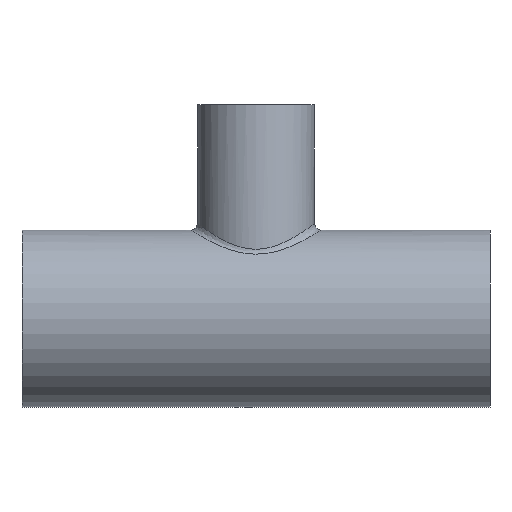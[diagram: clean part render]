
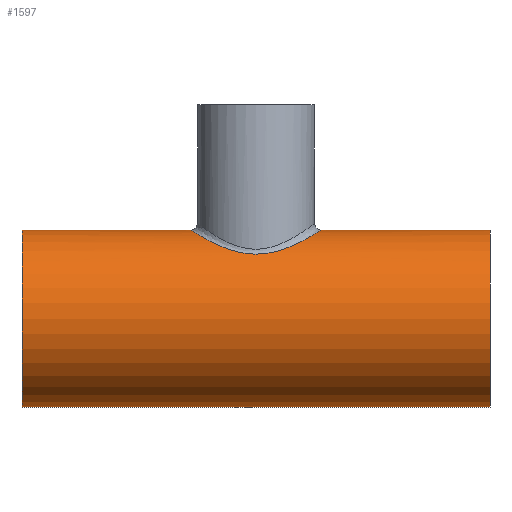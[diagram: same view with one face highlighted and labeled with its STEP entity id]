
A CAD part, front view. The second image highlights one B-rep face of the part: STEP entity #1597.
In plain terms, the highlighted cylindrical face has radius 26.5 mm (diameter 53 mm), a full revolution.
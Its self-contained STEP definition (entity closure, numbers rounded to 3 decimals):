
#1434=CARTESIAN_POINT('',(0.,-18.132,19.326));
#1435=VERTEX_POINT('',#1434);
#1505=CARTESIAN_POINT('',(0.,-18.132,19.326));
#1506=CARTESIAN_POINT('',(0.,-18.132,19.326));
#1507=CARTESIAN_POINT('',(0.,-18.132,19.326));
#1508=CARTESIAN_POINT('',(0.,-18.132,19.326));
#1509=CARTESIAN_POINT('',(0.755,-18.132,19.326));
#1510=CARTESIAN_POINT('',(2.263,-18.05,19.403));
#1511=CARTESIAN_POINT('',(5.214,-17.566,19.848));
#1512=CARTESIAN_POINT('',(7.964,-16.645,20.645));
#1513=CARTESIAN_POINT('',(10.466,-15.341,21.621));
#1514=CARTESIAN_POINT('',(12.757,-13.822,22.645));
#1515=CARTESIAN_POINT('',(14.608,-12.117,23.609));
#1516=CARTESIAN_POINT('',(16.034,-10.347,24.406));
#1517=CARTESIAN_POINT('',(17.064,-8.855,25.));
#1518=CARTESIAN_POINT('',(18.153,-6.811,25.656));
#1519=CARTESIAN_POINT('',(19.055,-4.171,26.218));
#1520=CARTESIAN_POINT('',(19.52,-1.401,26.513));
#1521=CARTESIAN_POINT('',(19.518,1.422,26.512));
#1522=CARTESIAN_POINT('',(19.051,4.191,26.215));
#1523=CARTESIAN_POINT('',(18.294,6.393,25.744));
#1524=CARTESIAN_POINT('',(17.49,8.056,25.256));
#1525=CARTESIAN_POINT('',(16.571,9.63,24.712));
#1526=CARTESIAN_POINT('',(15.204,11.457,23.932));
#1527=CARTESIAN_POINT('',(13.577,13.067,23.072));
#1528=CARTESIAN_POINT('',(12.148,14.203,22.379));
#1529=CARTESIAN_POINT('',(10.641,15.238,21.696));
#1530=CARTESIAN_POINT('',(8.583,16.354,20.87));
#1531=CARTESIAN_POINT('',(5.897,17.354,20.037));
#1532=CARTESIAN_POINT('',(3.003,17.988,19.462));
#1533=CARTESIAN_POINT('',(-0.016,18.204,19.257));
#1534=CARTESIAN_POINT('',(-3.033,17.984,19.466));
#1535=CARTESIAN_POINT('',(-5.931,17.344,20.046));
#1536=CARTESIAN_POINT('',(-8.615,16.339,20.882));
#1537=CARTESIAN_POINT('',(-10.674,15.219,21.709));
#1538=CARTESIAN_POINT('',(-12.19,14.172,22.399));
#1539=CARTESIAN_POINT('',(-13.254,13.321,22.916));
#1540=CARTESIAN_POINT('',(-14.922,11.779,23.774));
#1541=CARTESIAN_POINT('',(-16.455,9.88,24.641));
#1542=CARTESIAN_POINT('',(-17.726,7.628,25.398));
#1543=CARTESIAN_POINT('',(-18.462,5.933,25.848));
#1544=CARTESIAN_POINT('',(-18.967,4.313,26.163));
#1545=CARTESIAN_POINT('',(-19.288,2.788,26.365));
#1546=CARTESIAN_POINT('',(-19.52,0.933,26.512));
#1547=CARTESIAN_POINT('',(-19.519,-1.419,26.512));
#1548=CARTESIAN_POINT('',(-19.052,-4.188,26.215));
#1549=CARTESIAN_POINT('',(-18.294,-6.391,25.744));
#1550=CARTESIAN_POINT('',(-17.498,-8.041,25.261));
#1551=CARTESIAN_POINT('',(-16.575,-9.626,24.714));
#1552=CARTESIAN_POINT('',(-15.337,-11.277,24.008));
#1553=CARTESIAN_POINT('',(-13.758,-12.899,23.167));
#1554=CARTESIAN_POINT('',(-12.179,-14.206,22.386));
#1555=CARTESIAN_POINT('',(-10.444,-15.354,21.612));
#1556=CARTESIAN_POINT('',(-7.964,-16.643,20.646));
#1557=CARTESIAN_POINT('',(-5.213,-17.567,19.847));
#1558=CARTESIAN_POINT('',(-2.264,-18.05,19.403));
#1559=CARTESIAN_POINT('',(-0.754,-18.132,19.326));
#1560=CARTESIAN_POINT('',(0.,-18.132,19.326));
#1561=B_SPLINE_CURVE_WITH_KNOTS('',3,(#1505,#1506,#1507,#1508,#1509,#1510,#1511,#1512,#1513,#1514,#1515,#1516,#1517,#1518,#1519,#1520,#1521,#1522,#1523,#1524,#1525,#1526,#1527,#1528,#1529,#1530,#1531,#1532,#1533,#1534,#1535,#1536,#1537,#1538,#1539,#1540,#1541,#1542,#1543,#1544,#1545,#1546,#1547,#1548,#1549,#1550,#1551,#1552,#1553,#1554,#1555,#1556,#1557,#1558,#1559,#1560),.UNSPECIFIED.,.T.,.U.,(4,3,1,1,1,1,1,1,1,1,1,1,1,1,1,1,1,1,1,1,1,1,1,1,1,1,1,1,1,1,1,1,1,1,1,1,1,1,1,1,1,1,1,1,1,1,1,1,1,1,1,4),(-10.975,-10.975,-10.779,-10.583,-10.191,-9.995,-9.799,-9.407,-9.276,-9.146,-8.884,-8.623,-8.362,-8.101,-7.839,-7.578,-7.447,-7.317,-7.055,-6.794,-6.663,-6.533,-6.271,-6.01,-5.749,-5.487,-5.226,-4.965,-4.704,-4.442,-4.312,-4.181,-4.05,-3.658,-3.484,-3.31,-3.136,-3.005,-2.874,-2.613,-2.352,-2.09,-1.96,-1.829,-1.568,-1.372,-1.176,-0.98,-0.784,-0.392,-0.196,0.),.UNSPECIFIED.);
#1562=EDGE_CURVE('',#1435,#1435,#1561,.T.);
#1567=CARTESIAN_POINT('',(0.0,0.0,0.0));
#1568=DIRECTION('',(-1.0,0.0,0.0));
#1569=DIRECTION('',(0.0,-1.0,0.0));
#1570=AXIS2_PLACEMENT_3D('',#1567,#1568,#1569);
#1571=CYLINDRICAL_SURFACE('',#1570,26.5);
#1572=CARTESIAN_POINT('',(70.0,-26.5,0.0));
#1573=VERTEX_POINT('',#1572);
#1574=CARTESIAN_POINT('',(70.0,0.0,0.0));
#1575=DIRECTION('',(-1.0,0.0,0.0));
#1576=DIRECTION('',(0.0,-1.0,0.0));
#1577=AXIS2_PLACEMENT_3D('',#1574,#1575,#1576);
#1578=CIRCLE('',#1577,26.5);
#1579=EDGE_CURVE('',#1573,#1573,#1578,.T.);
#1580=ORIENTED_EDGE('',*,*,#1579,.T.);
#1581=EDGE_LOOP('',(#1580));
#1582=FACE_OUTER_BOUND('',#1581,.T.);
#1583=CARTESIAN_POINT('',(-70.0,-26.5,0.0));
#1584=VERTEX_POINT('',#1583);
#1585=CARTESIAN_POINT('',(-70.0,0.0,0.0));
#1586=DIRECTION('',(-1.0,0.0,0.0));
#1587=DIRECTION('',(0.0,-1.0,0.0));
#1588=AXIS2_PLACEMENT_3D('',#1585,#1586,#1587);
#1589=CIRCLE('',#1588,26.5);
#1590=EDGE_CURVE('',#1584,#1584,#1589,.T.);
#1591=ORIENTED_EDGE('',*,*,#1590,.F.);
#1592=EDGE_LOOP('',(#1591));
#1593=FACE_BOUND('',#1592,.T.);
#1594=ORIENTED_EDGE('',*,*,#1562,.F.);
#1595=EDGE_LOOP('',(#1594));
#1596=FACE_BOUND('',#1595,.T.);
#1597=ADVANCED_FACE('',(#1582,#1593,#1596),#1571,.T.);
